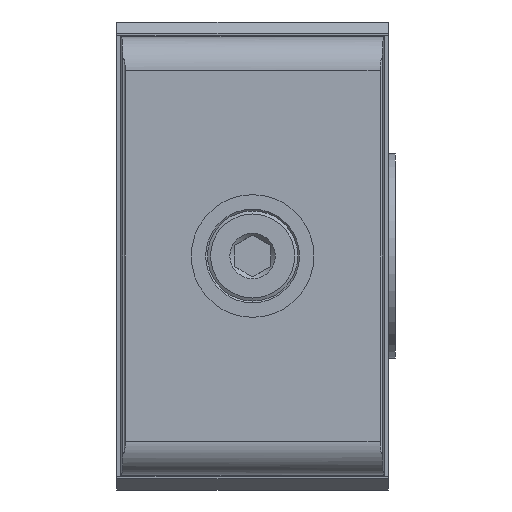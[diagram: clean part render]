
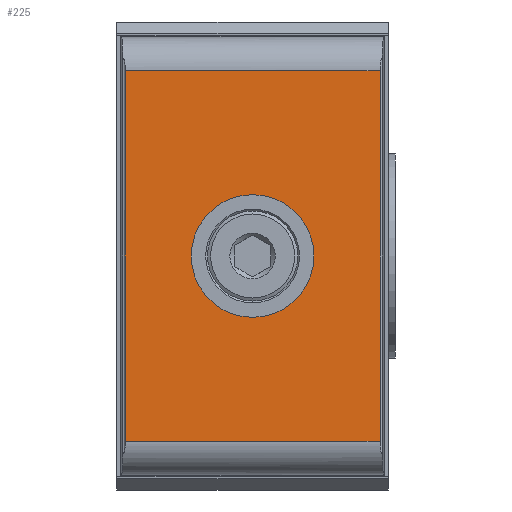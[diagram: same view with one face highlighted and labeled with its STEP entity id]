
A CAD part, front view. The second image highlights one B-rep face of the part: STEP entity #225.
In plain terms, the highlighted planar face has unit normal (0, -1, 0).
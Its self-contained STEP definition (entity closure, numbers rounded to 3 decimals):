
#225 = ADVANCED_FACE( '', ( #525, #526 ), #527, .F. );
#525 = FACE_BOUND( '', #923, .T. );
#526 = FACE_OUTER_BOUND( '', #924, .T. );
#527 = PLANE( '', #925 );
#923 = EDGE_LOOP( '', ( #1793 ) );
#924 = EDGE_LOOP( '', ( #1794, #1795, #1796, #1797 ) );
#925 = AXIS2_PLACEMENT_3D( '', #1798, #1799, #1800 );
#1793 = ORIENTED_EDGE( '', *, *, #2575, .F. );
#1794 = ORIENTED_EDGE( '', *, *, #2687, .F. );
#1795 = ORIENTED_EDGE( '', *, *, #2688, .T. );
#1796 = ORIENTED_EDGE( '', *, *, #2681, .T. );
#1797 = ORIENTED_EDGE( '', *, *, #2685, .F. );
#1798 = CARTESIAN_POINT( '', ( 50., 0., 40.721 ) );
#1799 = DIRECTION( '', ( 0., 1., 0. ) );
#1800 = DIRECTION( '', ( 0., 0., 1. ) );
#2575 = EDGE_CURVE( '', #3096, #3096, #3097, .T. );
#2681 = EDGE_CURVE( '', #3278, #3283, #3285, .T. );
#2685 = EDGE_CURVE( '', #3291, #3283, #3293, .T. );
#2687 = EDGE_CURVE( '', #3295, #3291, #3296, .T. );
#2688 = EDGE_CURVE( '', #3295, #3278, #3297, .T. );
#3096 = VERTEX_POINT( '', #4051 );
#3097 = CIRCLE( '', #4052, 13.5 );
#3278 = VERTEX_POINT( '', #4396 );
#3283 = VERTEX_POINT( '', #4415 );
#3285 = LINE( '', #4430, #4431 );
#3291 = VERTEX_POINT( '', #4438 );
#3293 = LINE( '', #4453, #4454 );
#3295 = VERTEX_POINT( '', #4456 );
#3296 = LINE( '', #4457, #4458 );
#3297 = LINE( '', #4459, #4460 );
#4051 = CARTESIAN_POINT( '', ( 0., 0., -13.5 ) );
#4052 = AXIS2_PLACEMENT_3D( '', #4995, #4996, #4997 );
#4396 = CARTESIAN_POINT( '', ( -28.05, 0., 40.721 ) );
#4415 = CARTESIAN_POINT( '', ( -28.05, 0., -40.721 ) );
#4430 = CARTESIAN_POINT( '', ( -28.05, 0., 50. ) );
#4431 = VECTOR( '', #5124, 1000. );
#4438 = CARTESIAN_POINT( '', ( 28.05, 0., -40.721 ) );
#4453 = CARTESIAN_POINT( '', ( 50., 0., -40.721 ) );
#4454 = VECTOR( '', #5129, 1000. );
#4456 = CARTESIAN_POINT( '', ( 28.05, 0., 40.721 ) );
#4457 = CARTESIAN_POINT( '', ( 28.05, 0., 50. ) );
#4458 = VECTOR( '', #5133, 1000. );
#4459 = CARTESIAN_POINT( '', ( 50., 0., 40.721 ) );
#4460 = VECTOR( '', #5134, 1000. );
#4995 = CARTESIAN_POINT( '', ( 0., 0., 0. ) );
#4996 = DIRECTION( '', ( 0., -1., 0. ) );
#4997 = DIRECTION( '', ( 0., 0., -1. ) );
#5124 = DIRECTION( '', ( 0., 0., -1. ) );
#5129 = DIRECTION( '', ( -1., 0., 0. ) );
#5133 = DIRECTION( '', ( 0., 0., -1. ) );
#5134 = DIRECTION( '', ( -1., 0., 0. ) );
